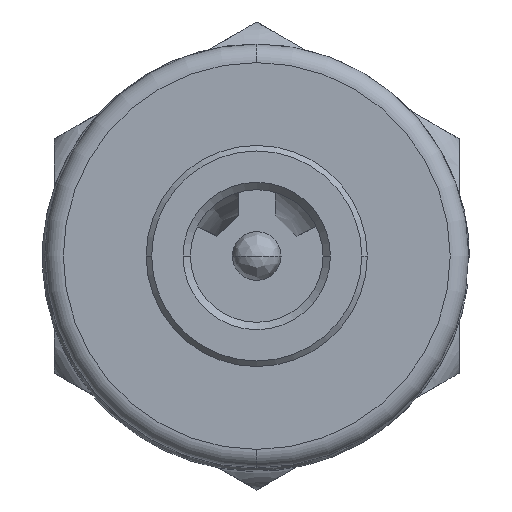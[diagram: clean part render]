
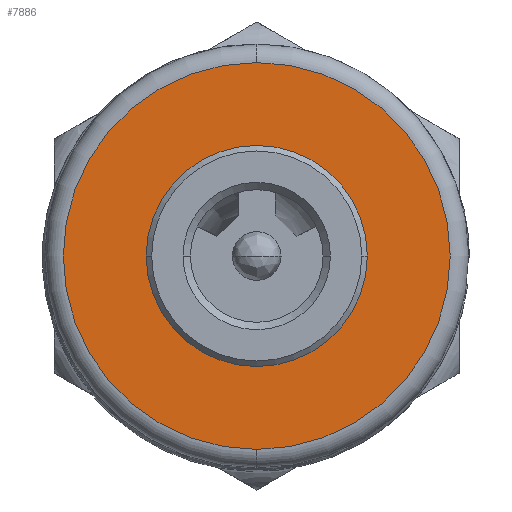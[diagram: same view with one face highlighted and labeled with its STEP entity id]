
A CAD part, left-side view. The second image highlights one B-rep face of the part: STEP entity #7886.
In plain terms, the highlighted planar face has unit normal (-1, 0, 0).
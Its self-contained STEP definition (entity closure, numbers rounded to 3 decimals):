
#1129 = VERTEX_POINT ( 'NONE', #22091 ) ;
#1234 = DIRECTION ( 'NONE',  ( -1., 0., 0. ) ) ;
#4855 = DIRECTION ( 'NONE',  ( -1., 0., 0. ) ) ;
#4944 = CARTESIAN_POINT ( 'NONE',  ( 0., 0., 0. ) ) ;
#5409 = VERTEX_POINT ( 'NONE', #15616 ) ;
#5900 = CARTESIAN_POINT ( 'NONE',  ( 0., 0., 0. ) ) ;
#7491 = FACE_OUTER_BOUND ( 'NONE', #14062, .T. ) ;
#7749 = CARTESIAN_POINT ( 'NONE',  ( 0., 0., -5.25 ) ) ;
#7886 = ADVANCED_FACE ( 'NONE', ( #9265, #7491 ), #17271, .T. ) ;
#7920 = DIRECTION ( 'NONE',  ( 0., 0., 1. ) ) ;
#8969 = EDGE_CURVE ( 'NONE', #1129, #5409, #20536, .T. ) ;
#9265 = FACE_BOUND ( 'NONE', #15229, .T. ) ;
#9869 = DIRECTION ( 'NONE',  ( 0., 0., 1. ) ) ;
#11306 = DIRECTION ( 'NONE',  ( 0., 0., 1. ) ) ;
#11659 = ORIENTED_EDGE ( 'NONE', *, *, #21678, .T. ) ;
#11991 = DIRECTION ( 'NONE',  ( -1., 0., 0. ) ) ;
#12133 = CARTESIAN_POINT ( 'NONE',  ( 0., 0., 0. ) ) ;
#12361 = AXIS2_PLACEMENT_3D ( 'NONE', #12133, #4855, #21672 ) ;
#12436 = CARTESIAN_POINT ( 'NONE',  ( 0., 0., 5.25 ) ) ;
#13697 = CIRCLE ( 'NONE', #17468, 3. ) ;
#14062 = EDGE_LOOP ( 'NONE', ( #11659, #19612 ) ) ;
#14210 = CIRCLE ( 'NONE', #17834, 5.25 ) ;
#14984 = DIRECTION ( 'NONE',  ( -1., 0., 0. ) ) ;
#15177 = EDGE_CURVE ( 'NONE', #5409, #1129, #13697, .T. ) ;
#15229 = EDGE_LOOP ( 'NONE', ( #21135, #21452 ) ) ;
#15616 = CARTESIAN_POINT ( 'NONE',  ( 0., 0., -3. ) ) ;
#15931 = AXIS2_PLACEMENT_3D ( 'NONE', #4944, #1234, #21765 ) ;
#16433 = VERTEX_POINT ( 'NONE', #12436 ) ;
#17271 = PLANE ( 'NONE',  #21734 ) ;
#17468 = AXIS2_PLACEMENT_3D ( 'NONE', #21361, #11991, #7920 ) ;
#17834 = AXIS2_PLACEMENT_3D ( 'NONE', #22688, #14984, #11306 ) ;
#18670 = CIRCLE ( 'NONE', #15931, 5.25 ) ;
#19251 = DIRECTION ( 'NONE',  ( -1., 0., 0. ) ) ;
#19346 = EDGE_CURVE ( 'NONE', #21784, #16433, #18670, .T. ) ;
#19612 = ORIENTED_EDGE ( 'NONE', *, *, #19346, .T. ) ;
#20536 = CIRCLE ( 'NONE', #12361, 3. ) ;
#21135 = ORIENTED_EDGE ( 'NONE', *, *, #8969, .F. ) ;
#21361 = CARTESIAN_POINT ( 'NONE',  ( 0., 0., 0. ) ) ;
#21452 = ORIENTED_EDGE ( 'NONE', *, *, #15177, .F. ) ;
#21672 = DIRECTION ( 'NONE',  ( 0., 0., 1. ) ) ;
#21678 = EDGE_CURVE ( 'NONE', #16433, #21784, #14210, .T. ) ;
#21734 = AXIS2_PLACEMENT_3D ( 'NONE', #5900, #19251, #9869 ) ;
#21765 = DIRECTION ( 'NONE',  ( 0., 0., 1. ) ) ;
#21784 = VERTEX_POINT ( 'NONE', #7749 ) ;
#22091 = CARTESIAN_POINT ( 'NONE',  ( 0., 0., 3. ) ) ;
#22688 = CARTESIAN_POINT ( 'NONE',  ( 0., 0., 0. ) ) ;
